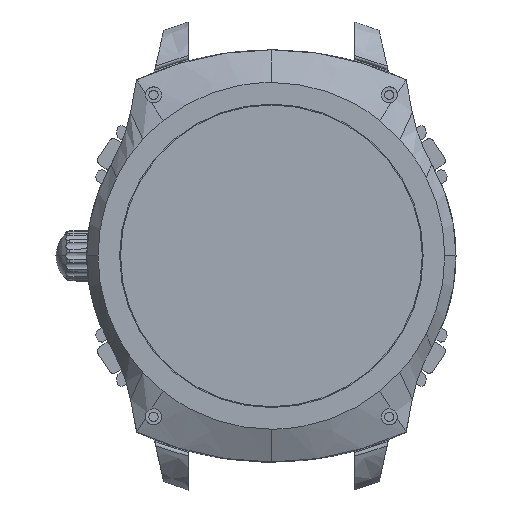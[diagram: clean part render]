
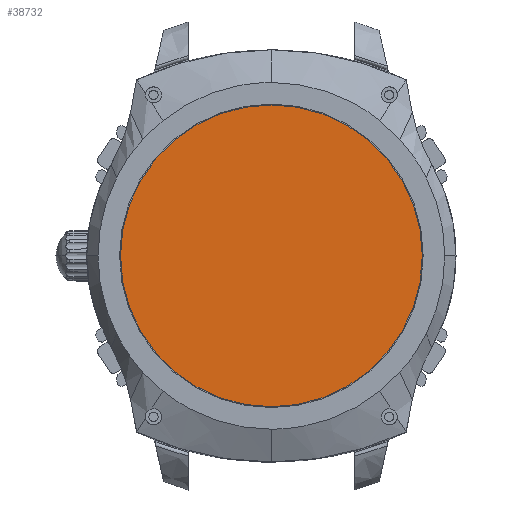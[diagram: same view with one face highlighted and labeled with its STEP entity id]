
A CAD part, top view. The second image highlights one B-rep face of the part: STEP entity #38732.
In plain terms, the highlighted face is planar.
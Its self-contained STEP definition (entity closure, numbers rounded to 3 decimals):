
#38327=CARTESIAN_POINT('',(0.,3.6,0.));
#38328=DIRECTION('',(0.,-1.,0.));
#38329=DIRECTION('',(-1.,0.,0.));
#38330=AXIS2_PLACEMENT_3D('',#38327,#38328,#38329);
#38332=CARTESIAN_POINT('',(0.,3.6,0.));
#38333=DIRECTION('',(0.,-1.,0.));
#38334=DIRECTION('',(1.,0.,0.));
#38335=AXIS2_PLACEMENT_3D('',#38332,#38333,#38334);
#38397=CARTESIAN_POINT('',(17.85,3.6,0.));
#38398=VERTEX_POINT('',#38397);
#38399=CARTESIAN_POINT('',(-17.85,3.6,0.));
#38400=VERTEX_POINT('',#38399);
#38723=CARTESIAN_POINT('',(0.,3.6,0.));
#38724=DIRECTION('',(0.,1.,0.));
#38725=DIRECTION('',(1.,0.,0.));
#38726=AXIS2_PLACEMENT_3D('',#38723,#38724,#38725);
#38727=PLANE('',#38726);
#38728=ORIENTED_EDGE('',*,*,#38703,.T.);
#38729=ORIENTED_EDGE('',*,*,#38717,.T.);
#38730=EDGE_LOOP('',(#38728,#38729));
#38731=FACE_OUTER_BOUND('',#38730,.F.);
#38331=CIRCLE('',#38330,17.85);
#38336=CIRCLE('',#38335,17.85);
#38703=EDGE_CURVE('',#38400,#38398,#38331,.T.);
#38717=EDGE_CURVE('',#38398,#38400,#38336,.T.);
#38732=ADVANCED_FACE('',(#38731),#38727,.T.);
